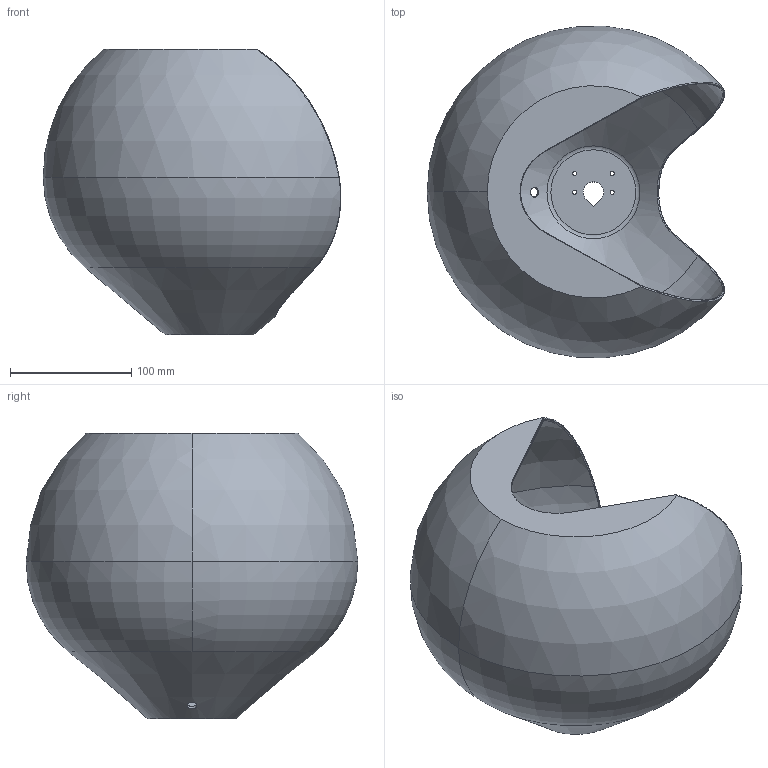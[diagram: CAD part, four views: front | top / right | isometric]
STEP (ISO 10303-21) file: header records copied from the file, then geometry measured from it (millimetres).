
FILE_DESCRIPTION(('FreeCAD Model'),'2;1');
FILE_NAME('Open CASCADE Shape Model','2025-03-17T18:17:39',(''),(''), 'Open CASCADE STEP processor 7.8','FreeCAD','Unknown');
FILE_SCHEMA(('AUTOMOTIVE_DESIGN { 1 0 10303 214 1 1 1 1 }'));
Length unit declared in the file: millimetre
Products named in the file (1): optional-spherical-dome
Bounding box: 245.34 x 273.28 x 235.43 mm (x, y, z)
Volume: 332204.1 mm3; surface area: 329691.1 mm2
Topology: 1 solids, 1 shells, 48 faces, 118 edges, 70 vertices
Faces by surface type: bspline 17, cylinder 10, plane 8, sphere 4, revolution 4, torus 3, cone 2
Full cylindrical faces by diameter (mm): 3.4 x4, 8 x1
Entity records: 4125 total; most frequent: CARTESIAN_POINT 3136, ORIENTED_EDGE 236, DIRECTION 168, EDGE_CURVE 118, VERTEX_POINT 70, AXIS2_PLACEMENT_3D 69, FACE_BOUND 58, EDGE_LOOP 58
